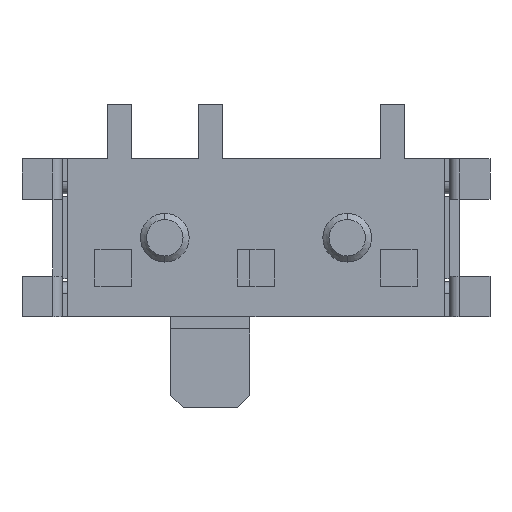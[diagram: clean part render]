
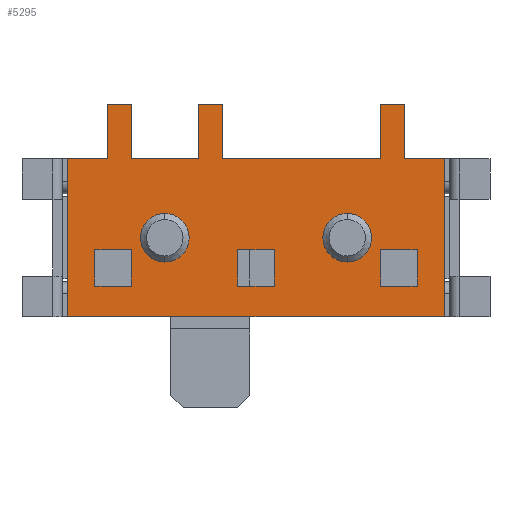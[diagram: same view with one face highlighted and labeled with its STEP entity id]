
A CAD part, front view. The second image highlights one B-rep face of the part: STEP entity #5295.
In plain terms, the highlighted planar face has unit normal (0, -1, 0).
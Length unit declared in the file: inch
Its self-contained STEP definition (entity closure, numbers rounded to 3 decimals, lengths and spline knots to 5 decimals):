
#301=CARTESIAN_POINT('',(0.12205,0.,-0.05118));
#302=VERTEX_POINT('',#301);
#309=CARTESIAN_POINT('',(-0.12205,0.,-0.05118));
#310=VERTEX_POINT('',#309);
#311=CARTESIAN_POINT('',(0.12205,0.,-0.05118));
#312=DIRECTION('',(-1.,0.,0.));
#313=VECTOR('',#312,0.24409);
#314=LINE('',#311,#313);
#315=EDGE_CURVE('',#302,#310,#314,.T.);
#922=CARTESIAN_POINT('',(-0.10433,0.,-0.0313));
#923=VERTEX_POINT('',#922);
#940=CARTESIAN_POINT('',(-0.10433,0.,-0.00768));
#941=VERTEX_POINT('',#940);
#948=CARTESIAN_POINT('',(-0.10433,0.,-0.0313));
#949=DIRECTION('',(0.,0.,1.));
#950=VECTOR('',#949,0.02362);
#951=LINE('',#948,#950);
#952=EDGE_CURVE('',#923,#941,#951,.T.);
#1032=CARTESIAN_POINT('',(0.04331,0.,0.));
#1033=VERTEX_POINT('',#1032);
#1060=CARTESIAN_POINT('',(0.0748,0.,-0.));
#1061=VERTEX_POINT('',#1060);
#1068=CARTESIAN_POINT('',(0.05906,0.,0.));
#1069=DIRECTION('',(0.,-1.,0.));
#1070=DIRECTION('',(-1.,0.,0.));
#1071=AXIS2_PLACEMENT_3D('',#1068,#1069,#1070);
#1072=CIRCLE('',#1071,0.01575);
#1073=EDGE_CURVE('',#1061,#1033,#1072,.T.);
#1685=CARTESIAN_POINT('',(-0.12205,0.,0.05118));
#1686=VERTEX_POINT('',#1685);
#1687=CARTESIAN_POINT('',(-0.12205,0.,0.05118));
#1688=DIRECTION('',(0.,0.,-1.));
#1689=VECTOR('',#1688,0.10236);
#1690=LINE('',#1687,#1689);
#1691=EDGE_CURVE('',#1686,#310,#1690,.T.);
#2186=CARTESIAN_POINT('',(0.10433,0.,-0.00768));
#2187=VERTEX_POINT('',#2186);
#2204=CARTESIAN_POINT('',(0.10433,0.,-0.0313));
#2205=VERTEX_POINT('',#2204);
#2212=CARTESIAN_POINT('',(0.10433,0.,-0.00768));
#2213=DIRECTION('',(0.,0.,-1.));
#2214=VECTOR('',#2213,0.02362);
#2215=LINE('',#2212,#2214);
#2216=EDGE_CURVE('',#2187,#2205,#2215,.T.);
#2616=CARTESIAN_POINT('',(0.08071,0.,-0.00768));
#2617=VERTEX_POINT('',#2616);
#2633=CARTESIAN_POINT('',(0.08071,0.,-0.00768));
#2634=DIRECTION('',(1.,0.,-0.));
#2635=VECTOR('',#2634,0.02362);
#2636=LINE('',#2633,#2635);
#2637=EDGE_CURVE('',#2617,#2187,#2636,.T.);
#3236=CARTESIAN_POINT('',(-0.02165,0.,0.08661));
#3237=VERTEX_POINT('',#3236);
#3244=CARTESIAN_POINT('',(-0.02165,0.,0.05118));
#3245=VERTEX_POINT('',#3244);
#3246=CARTESIAN_POINT('',(-0.02165,0.,0.08661));
#3247=DIRECTION('',(0.,0.,-1.));
#3248=VECTOR('',#3247,0.03543);
#3249=LINE('',#3246,#3248);
#3250=EDGE_CURVE('',#3237,#3245,#3249,.T.);
#3347=CARTESIAN_POINT('',(0.09646,0.,0.08661));
#3348=VERTEX_POINT('',#3347);
#3355=CARTESIAN_POINT('',(0.09646,0.,0.05118));
#3356=VERTEX_POINT('',#3355);
#3357=CARTESIAN_POINT('',(0.09646,0.,0.08661));
#3358=DIRECTION('',(0.,0.,-1.));
#3359=VECTOR('',#3358,0.03543);
#3360=LINE('',#3357,#3359);
#3361=EDGE_CURVE('',#3348,#3356,#3360,.T.);
#3465=CARTESIAN_POINT('',(-0.09646,0.,0.05118));
#3466=VERTEX_POINT('',#3465);
#3467=CARTESIAN_POINT('',(-0.09646,0.,0.08661));
#3468=VERTEX_POINT('',#3467);
#3469=CARTESIAN_POINT('',(-0.09646,0.,0.05118));
#3470=DIRECTION('',(0.,0.,1.));
#3471=VECTOR('',#3470,0.03543);
#3472=LINE('',#3469,#3471);
#3473=EDGE_CURVE('',#3466,#3468,#3472,.T.);
#3818=CARTESIAN_POINT('',(-0.08071,0.,0.08661));
#3819=VERTEX_POINT('',#3818);
#3826=CARTESIAN_POINT('',(-0.08071,0.,0.05118));
#3827=VERTEX_POINT('',#3826);
#3828=CARTESIAN_POINT('',(-0.08071,0.,0.08661));
#3829=DIRECTION('',(0.,0.,-1.));
#3830=VECTOR('',#3829,0.03543);
#3831=LINE('',#3828,#3830);
#3832=EDGE_CURVE('',#3819,#3827,#3831,.T.);
#3862=CARTESIAN_POINT('',(-0.08071,0.,-0.00768));
#3863=VERTEX_POINT('',#3862);
#3870=CARTESIAN_POINT('',(-0.10433,0.,-0.00768));
#3871=DIRECTION('',(1.,0.,-0.));
#3872=VECTOR('',#3871,0.02362);
#3873=LINE('',#3870,#3872);
#3874=EDGE_CURVE('',#941,#3863,#3873,.T.);
#3884=CARTESIAN_POINT('',(-0.08071,0.,-0.0313));
#3885=VERTEX_POINT('',#3884);
#3894=CARTESIAN_POINT('',(-0.08071,0.,-0.0313));
#3895=DIRECTION('',(-1.,0.,0.));
#3896=VECTOR('',#3895,0.02362);
#3897=LINE('',#3894,#3896);
#3898=EDGE_CURVE('',#3885,#923,#3897,.T.);
#3908=CARTESIAN_POINT('',(0.01181,0.,-0.00768));
#3909=VERTEX_POINT('',#3908);
#3917=CARTESIAN_POINT('',(0.01181,0.,-0.0313));
#3918=VERTEX_POINT('',#3917);
#3925=CARTESIAN_POINT('',(0.01181,0.,-0.00768));
#3926=DIRECTION('',(0.,0.,-1.));
#3927=VECTOR('',#3926,0.02362);
#3928=LINE('',#3925,#3927);
#3929=EDGE_CURVE('',#3909,#3918,#3928,.T.);
#3941=CARTESIAN_POINT('',(-0.01181,0.,-0.0313));
#3942=VERTEX_POINT('',#3941);
#3949=CARTESIAN_POINT('',(0.01181,0.,-0.0313));
#3950=DIRECTION('',(-1.,0.,0.));
#3951=VECTOR('',#3950,0.02362);
#3952=LINE('',#3949,#3951);
#3953=EDGE_CURVE('',#3918,#3942,#3952,.T.);
#3965=CARTESIAN_POINT('',(-0.01181,0.,-0.00768));
#3966=VERTEX_POINT('',#3965);
#3973=CARTESIAN_POINT('',(-0.01181,0.,-0.0313));
#3974=DIRECTION('',(0.,0.,1.));
#3975=VECTOR('',#3974,0.02362);
#3976=LINE('',#3973,#3975);
#3977=EDGE_CURVE('',#3942,#3966,#3976,.T.);
#3987=CARTESIAN_POINT('',(0.08071,0.,-0.0313));
#3988=VERTEX_POINT('',#3987);
#3997=CARTESIAN_POINT('',(0.08071,0.,-0.0313));
#3998=DIRECTION('',(0.,0.,1.));
#3999=VECTOR('',#3998,0.02362);
#4000=LINE('',#3997,#3999);
#4001=EDGE_CURVE('',#3988,#2617,#4000,.T.);
#4063=CARTESIAN_POINT('',(0.10433,0.,-0.0313));
#4064=DIRECTION('',(-1.,0.,0.));
#4065=VECTOR('',#4064,0.02362);
#4066=LINE('',#4063,#4065);
#4067=EDGE_CURVE('',#2205,#3988,#4066,.T.);
#4705=CARTESIAN_POINT('',(0.08071,0.,0.05118));
#4706=VERTEX_POINT('',#4705);
#4707=CARTESIAN_POINT('',(0.08071,0.,0.08661));
#4708=VERTEX_POINT('',#4707);
#4709=CARTESIAN_POINT('',(0.08071,0.,0.05118));
#4710=DIRECTION('',(0.,0.,1.));
#4711=VECTOR('',#4710,0.03543);
#4712=LINE('',#4709,#4711);
#4713=EDGE_CURVE('',#4706,#4708,#4712,.T.);
#4820=CARTESIAN_POINT('',(-0.0374,0.,0.08661));
#4821=VERTEX_POINT('',#4820);
#4828=CARTESIAN_POINT('',(-0.0374,0.,0.08661));
#4829=DIRECTION('',(1.,0.,-0.));
#4830=VECTOR('',#4829,0.01575);
#4831=LINE('',#4828,#4830);
#4832=EDGE_CURVE('',#4821,#3237,#4831,.T.);
#4888=CARTESIAN_POINT('',(0.12205,0.,0.05118));
#4889=VERTEX_POINT('',#4888);
#4896=CARTESIAN_POINT('',(0.12205,0.,0.05118));
#4897=DIRECTION('',(0.,0.,-1.));
#4898=VECTOR('',#4897,0.10236);
#4899=LINE('',#4896,#4898);
#4900=EDGE_CURVE('',#4889,#302,#4899,.T.);
#5093=CARTESIAN_POINT('',(0.09646,0.,0.05118));
#5094=DIRECTION('',(1.,0.,-0.));
#5095=VECTOR('',#5094,0.02559);
#5096=LINE('',#5093,#5095);
#5097=EDGE_CURVE('',#3356,#4889,#5096,.T.);
#5163=CARTESIAN_POINT('',(-0.12205,0.,0.05118));
#5164=DIRECTION('',(1.,0.,-0.));
#5165=VECTOR('',#5164,0.02559);
#5166=LINE('',#5163,#5165);
#5167=EDGE_CURVE('',#1686,#3466,#5166,.T.);
#5172=CARTESIAN_POINT('',(-0.0374,0.,0.05118));
#5173=VERTEX_POINT('',#5172);
#5174=CARTESIAN_POINT('',(-0.08071,0.,0.05118));
#5175=DIRECTION('',(1.,0.,-0.));
#5176=VECTOR('',#5175,0.04331);
#5177=LINE('',#5174,#5176);
#5178=EDGE_CURVE('',#3827,#5173,#5177,.T.);
#5188=CARTESIAN_POINT('',(-0.02165,0.,0.05118));
#5189=DIRECTION('',(1.,0.,-0.));
#5190=VECTOR('',#5189,0.10236);
#5191=LINE('',#5188,#5190);
#5192=EDGE_CURVE('',#3245,#4706,#5191,.T.);
#5199=CARTESIAN_POINT('',(0.,0.,0.));
#5200=DIRECTION('',(0.,1.,0.));
#5201=DIRECTION('',(1.,0.,0.));
#5202=AXIS2_PLACEMENT_3D('',#5199,#5200,#5201);
#5203=PLANE('',#5202);
#5204=ORIENTED_EDGE('',*,*,#4001,.T.);
#5205=ORIENTED_EDGE('',*,*,#2637,.T.);
#5206=ORIENTED_EDGE('',*,*,#2216,.T.);
#5207=ORIENTED_EDGE('',*,*,#4067,.T.);
#5208=EDGE_LOOP('',(#5204,#5205,#5206,#5207));
#5209=FACE_BOUND('',#5208,.T.);
#5210=ORIENTED_EDGE('',*,*,#952,.T.);
#5211=ORIENTED_EDGE('',*,*,#3874,.T.);
#5212=CARTESIAN_POINT('',(-0.08071,0.,-0.00768));
#5213=DIRECTION('',(0.,0.,-1.));
#5214=VECTOR('',#5213,0.02362);
#5215=LINE('',#5212,#5214);
#5216=EDGE_CURVE('',#3863,#3885,#5215,.T.);
#5217=ORIENTED_EDGE('',*,*,#5216,.T.);
#5218=ORIENTED_EDGE('',*,*,#3898,.T.);
#5219=EDGE_LOOP('',(#5210,#5211,#5217,#5218));
#5220=FACE_BOUND('',#5219,.T.);
#5221=ORIENTED_EDGE('',*,*,#3977,.T.);
#5222=CARTESIAN_POINT('',(-0.01181,0.,-0.00768));
#5223=DIRECTION('',(1.,0.,-0.));
#5224=VECTOR('',#5223,0.02362);
#5225=LINE('',#5222,#5224);
#5226=EDGE_CURVE('',#3966,#3909,#5225,.T.);
#5227=ORIENTED_EDGE('',*,*,#5226,.T.);
#5228=ORIENTED_EDGE('',*,*,#3929,.T.);
#5229=ORIENTED_EDGE('',*,*,#3953,.T.);
#5230=EDGE_LOOP('',(#5221,#5227,#5228,#5229));
#5231=FACE_BOUND('',#5230,.T.);
#5232=CARTESIAN_POINT('',(-0.04331,0.,-0.));
#5233=VERTEX_POINT('',#5232);
#5234=CARTESIAN_POINT('',(-0.0748,0.,0.));
#5235=VERTEX_POINT('',#5234);
#5236=CARTESIAN_POINT('',(-0.05906,0.,0.));
#5237=DIRECTION('',(0.,-1.,0.));
#5238=DIRECTION('',(-1.,0.,0.));
#5239=AXIS2_PLACEMENT_3D('',#5236,#5237,#5238);
#5240=CIRCLE('',#5239,0.01575);
#5241=EDGE_CURVE('',#5233,#5235,#5240,.T.);
#5242=ORIENTED_EDGE('',*,*,#5241,.F.);
#5243=CARTESIAN_POINT('',(-0.05906,0.,0.));
#5244=DIRECTION('',(0.,-1.,0.));
#5245=DIRECTION('',(-1.,0.,0.));
#5246=AXIS2_PLACEMENT_3D('',#5243,#5244,#5245);
#5247=CIRCLE('',#5246,0.01575);
#5248=EDGE_CURVE('',#5235,#5233,#5247,.T.);
#5249=ORIENTED_EDGE('',*,*,#5248,.F.);
#5250=EDGE_LOOP('',(#5242,#5249));
#5251=FACE_BOUND('',#5250,.T.);
#5252=ORIENTED_EDGE('',*,*,#1073,.F.);
#5253=CARTESIAN_POINT('',(0.05906,0.,0.));
#5254=DIRECTION('',(0.,-1.,0.));
#5255=DIRECTION('',(-1.,0.,0.));
#5256=AXIS2_PLACEMENT_3D('',#5253,#5254,#5255);
#5257=CIRCLE('',#5256,0.01575);
#5258=EDGE_CURVE('',#1033,#1061,#5257,.T.);
#5259=ORIENTED_EDGE('',*,*,#5258,.F.);
#5260=EDGE_LOOP('',(#5252,#5259));
#5261=FACE_BOUND('',#5260,.T.);
#5262=ORIENTED_EDGE('',*,*,#1691,.T.);
#5263=ORIENTED_EDGE('',*,*,#315,.F.);
#5264=ORIENTED_EDGE('',*,*,#4900,.F.);
#5265=ORIENTED_EDGE('',*,*,#5097,.F.);
#5266=ORIENTED_EDGE('',*,*,#3361,.F.);
#5267=CARTESIAN_POINT('',(0.08071,0.,0.08661));
#5268=DIRECTION('',(1.,0.,-0.));
#5269=VECTOR('',#5268,0.01575);
#5270=LINE('',#5267,#5269);
#5271=EDGE_CURVE('',#4708,#3348,#5270,.T.);
#5272=ORIENTED_EDGE('',*,*,#5271,.F.);
#5273=ORIENTED_EDGE('',*,*,#4713,.F.);
#5274=ORIENTED_EDGE('',*,*,#5192,.F.);
#5275=ORIENTED_EDGE('',*,*,#3250,.F.);
#5276=ORIENTED_EDGE('',*,*,#4832,.F.);
#5277=CARTESIAN_POINT('',(-0.0374,0.,0.05118));
#5278=DIRECTION('',(0.,0.,1.));
#5279=VECTOR('',#5278,0.03543);
#5280=LINE('',#5277,#5279);
#5281=EDGE_CURVE('',#5173,#4821,#5280,.T.);
#5282=ORIENTED_EDGE('',*,*,#5281,.F.);
#5283=ORIENTED_EDGE('',*,*,#5178,.F.);
#5284=ORIENTED_EDGE('',*,*,#3832,.F.);
#5285=CARTESIAN_POINT('',(-0.09646,0.,0.08661));
#5286=DIRECTION('',(1.,0.,-0.));
#5287=VECTOR('',#5286,0.01575);
#5288=LINE('',#5285,#5287);
#5289=EDGE_CURVE('',#3468,#3819,#5288,.T.);
#5290=ORIENTED_EDGE('',*,*,#5289,.F.);
#5291=ORIENTED_EDGE('',*,*,#3473,.F.);
#5292=ORIENTED_EDGE('',*,*,#5167,.F.);
#5293=EDGE_LOOP('',(#5262,#5263,#5264,#5265,#5266,#5272,#5273,#5274,#5275,#5276,#5282,#5283,#5284,#5290,#5291,#5292));
#5294=FACE_BOUND('',#5293,.T.);
#5295=ADVANCED_FACE('',(#5209,#5220,#5231,#5251,#5261,#5294),#5203,.F.);
